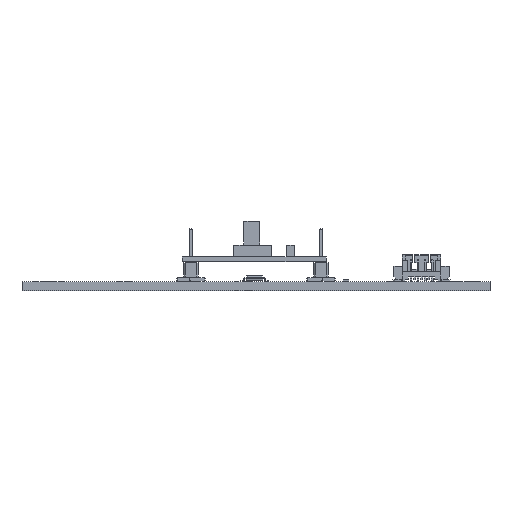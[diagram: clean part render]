
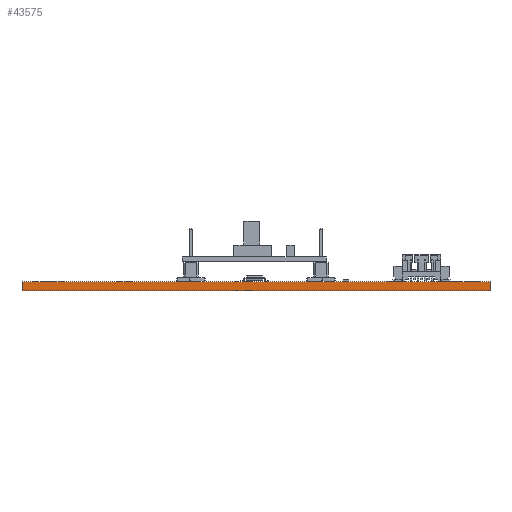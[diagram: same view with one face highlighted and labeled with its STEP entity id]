
A CAD part, front view. The second image highlights one B-rep face of the part: STEP entity #43575.
In plain terms, the highlighted planar face has unit normal (0, -1, 0).
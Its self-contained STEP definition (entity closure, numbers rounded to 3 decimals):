
#42761 = PLANE('',#42762);
#42762 = AXIS2_PLACEMENT_3D('',#42763,#42764,#42765);
#42763 = CARTESIAN_POINT('',(121.6,-239.,0.));
#42764 = DIRECTION('',(-1.,0.,0.));
#42765 = DIRECTION('',(0.,1.,0.));
#42789 = PLANE('',#42790);
#42790 = AXIS2_PLACEMENT_3D('',#42791,#42792,#42793);
#42791 = CARTESIAN_POINT('',(162.9,-190.,1.6));
#42792 = DIRECTION('',(0.,0.,-1.));
#42793 = DIRECTION('',(-1.,0.,0.));
#42817 = PLANE('',#42818);
#42818 = AXIS2_PLACEMENT_3D('',#42819,#42820,#42821);
#42819 = CARTESIAN_POINT('',(204.2,-141.,0.));
#42820 = DIRECTION('',(1.,0.,0.));
#42821 = DIRECTION('',(0.,-1.,0.));
#42843 = PLANE('',#42844);
#42844 = AXIS2_PLACEMENT_3D('',#42845,#42846,#42847);
#42845 = CARTESIAN_POINT('',(162.9,-190.,0.));
#42846 = DIRECTION('',(0.,0.,-1.));
#42847 = DIRECTION('',(-1.,0.,0.));
#42858 = EDGE_CURVE('',#42859,#42861,#42863,.T.);
#42859 = VERTEX_POINT('',#42860);
#42860 = CARTESIAN_POINT('',(121.6,-239.,0.));
#42861 = VERTEX_POINT('',#42862);
#42862 = CARTESIAN_POINT('',(121.6,-239.,1.6));
#42863 = SURFACE_CURVE('',#42864,(#42868,#42875),.PCURVE_S1.);
#42864 = LINE('',#42865,#42866);
#42865 = CARTESIAN_POINT('',(121.6,-239.,0.));
#42866 = VECTOR('',#42867,1.);
#42867 = DIRECTION('',(0.,0.,1.));
#42868 = PCURVE('',#42761,#42869);
#42869 = DEFINITIONAL_REPRESENTATION('',(#42870),#42874);
#42870 = LINE('',#42871,#42872);
#42871 = CARTESIAN_POINT('',(0.,0.));
#42872 = VECTOR('',#42873,1.);
#42873 = DIRECTION('',(0.,-1.));
#42874 = ( GEOMETRIC_REPRESENTATION_CONTEXT(2) 
PARAMETRIC_REPRESENTATION_CONTEXT() REPRESENTATION_CONTEXT('2D SPACE',''
  ) );
#42875 = PCURVE('',#42876,#42881);
#42876 = PLANE('',#42877);
#42877 = AXIS2_PLACEMENT_3D('',#42878,#42879,#42880);
#42878 = CARTESIAN_POINT('',(204.2,-239.,0.));
#42879 = DIRECTION('',(0.,-1.,0.));
#42880 = DIRECTION('',(-1.,0.,0.));
#42881 = DEFINITIONAL_REPRESENTATION('',(#42882),#42886);
#42882 = LINE('',#42883,#42884);
#42883 = CARTESIAN_POINT('',(82.6,0.));
#42884 = VECTOR('',#42885,1.);
#42885 = DIRECTION('',(0.,-1.));
#42886 = ( GEOMETRIC_REPRESENTATION_CONTEXT(2) 
PARAMETRIC_REPRESENTATION_CONTEXT() REPRESENTATION_CONTEXT('2D SPACE',''
  ) );
#42936 = VERTEX_POINT('',#42937);
#42937 = CARTESIAN_POINT('',(204.2,-239.,1.6));
#42958 = EDGE_CURVE('',#42959,#42936,#42961,.T.);
#42959 = VERTEX_POINT('',#42960);
#42960 = CARTESIAN_POINT('',(204.2,-239.,0.));
#42961 = SURFACE_CURVE('',#42962,(#42966,#42973),.PCURVE_S1.);
#42962 = LINE('',#42963,#42964);
#42963 = CARTESIAN_POINT('',(204.2,-239.,0.));
#42964 = VECTOR('',#42965,1.);
#42965 = DIRECTION('',(0.,0.,1.));
#42966 = PCURVE('',#42817,#42967);
#42967 = DEFINITIONAL_REPRESENTATION('',(#42968),#42972);
#42968 = LINE('',#42969,#42970);
#42969 = CARTESIAN_POINT('',(98.,0.));
#42970 = VECTOR('',#42971,1.);
#42971 = DIRECTION('',(0.,-1.));
#42972 = ( GEOMETRIC_REPRESENTATION_CONTEXT(2) 
PARAMETRIC_REPRESENTATION_CONTEXT() REPRESENTATION_CONTEXT('2D SPACE',''
  ) );
#42973 = PCURVE('',#42876,#42974);
#42974 = DEFINITIONAL_REPRESENTATION('',(#42975),#42979);
#42975 = LINE('',#42976,#42977);
#42976 = CARTESIAN_POINT('',(0.,0.));
#42977 = VECTOR('',#42978,1.);
#42978 = DIRECTION('',(0.,-1.));
#42979 = ( GEOMETRIC_REPRESENTATION_CONTEXT(2) 
PARAMETRIC_REPRESENTATION_CONTEXT() REPRESENTATION_CONTEXT('2D SPACE',''
  ) );
#43007 = EDGE_CURVE('',#42959,#42859,#43008,.T.);
#43008 = SURFACE_CURVE('',#43009,(#43013,#43020),.PCURVE_S1.);
#43009 = LINE('',#43010,#43011);
#43010 = CARTESIAN_POINT('',(204.2,-239.,0.));
#43011 = VECTOR('',#43012,1.);
#43012 = DIRECTION('',(-1.,0.,0.));
#43013 = PCURVE('',#42843,#43014);
#43014 = DEFINITIONAL_REPRESENTATION('',(#43015),#43019);
#43015 = LINE('',#43016,#43017);
#43016 = CARTESIAN_POINT('',(-41.3,-49.));
#43017 = VECTOR('',#43018,1.);
#43018 = DIRECTION('',(1.,0.));
#43019 = ( GEOMETRIC_REPRESENTATION_CONTEXT(2) 
PARAMETRIC_REPRESENTATION_CONTEXT() REPRESENTATION_CONTEXT('2D SPACE',''
  ) );
#43020 = PCURVE('',#42876,#43021);
#43021 = DEFINITIONAL_REPRESENTATION('',(#43022),#43026);
#43022 = LINE('',#43023,#43024);
#43023 = CARTESIAN_POINT('',(0.,0.));
#43024 = VECTOR('',#43025,1.);
#43025 = DIRECTION('',(1.,0.));
#43026 = ( GEOMETRIC_REPRESENTATION_CONTEXT(2) 
PARAMETRIC_REPRESENTATION_CONTEXT() REPRESENTATION_CONTEXT('2D SPACE',''
  ) );
#43314 = EDGE_CURVE('',#42936,#42861,#43315,.T.);
#43315 = SURFACE_CURVE('',#43316,(#43320,#43327),.PCURVE_S1.);
#43316 = LINE('',#43317,#43318);
#43317 = CARTESIAN_POINT('',(204.2,-239.,1.6));
#43318 = VECTOR('',#43319,1.);
#43319 = DIRECTION('',(-1.,0.,0.));
#43320 = PCURVE('',#42789,#43321);
#43321 = DEFINITIONAL_REPRESENTATION('',(#43322),#43326);
#43322 = LINE('',#43323,#43324);
#43323 = CARTESIAN_POINT('',(-41.3,-49.));
#43324 = VECTOR('',#43325,1.);
#43325 = DIRECTION('',(1.,0.));
#43326 = ( GEOMETRIC_REPRESENTATION_CONTEXT(2) 
PARAMETRIC_REPRESENTATION_CONTEXT() REPRESENTATION_CONTEXT('2D SPACE',''
  ) );
#43327 = PCURVE('',#42876,#43328);
#43328 = DEFINITIONAL_REPRESENTATION('',(#43329),#43333);
#43329 = LINE('',#43330,#43331);
#43330 = CARTESIAN_POINT('',(0.,-1.6));
#43331 = VECTOR('',#43332,1.);
#43332 = DIRECTION('',(1.,0.));
#43333 = ( GEOMETRIC_REPRESENTATION_CONTEXT(2) 
PARAMETRIC_REPRESENTATION_CONTEXT() REPRESENTATION_CONTEXT('2D SPACE',''
  ) );
#43575 = ADVANCED_FACE('',(#43576),#42876,.T.);
#43576 = FACE_BOUND('',#43577,.T.);
#43577 = EDGE_LOOP('',(#43578,#43579,#43580,#43581));
#43578 = ORIENTED_EDGE('',*,*,#42958,.T.);
#43579 = ORIENTED_EDGE('',*,*,#43314,.T.);
#43580 = ORIENTED_EDGE('',*,*,#42858,.F.);
#43581 = ORIENTED_EDGE('',*,*,#43007,.F.);
